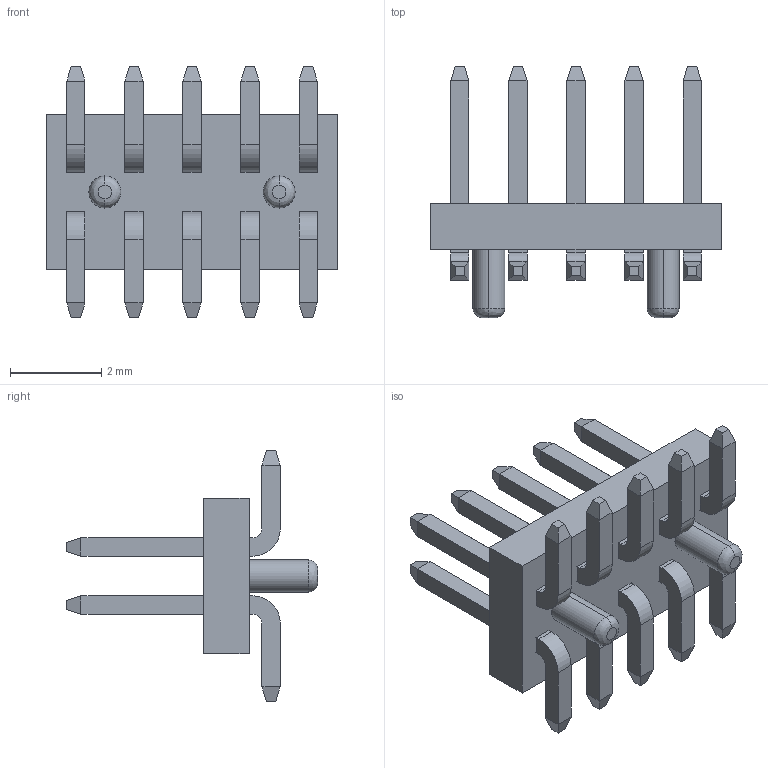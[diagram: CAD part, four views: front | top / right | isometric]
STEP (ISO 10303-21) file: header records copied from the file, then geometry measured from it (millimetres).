
FILE_DESCRIPTION((''),'2;1');
FILE_NAME('M50-3610542_ASM','2020-10-20T10:30:10',('mplested'),(''),'CREO PARAMETRIC BY PTC INC, 2020154','CREO PARAMETRIC BY PTC INC, 2020154','');
FILE_SCHEMA(('CONFIG_CONTROL_DESIGN','SHAPE_APPEARANCE_LAYERS_GROUPS'));
Length unit declared in the file: millimetre
Products named in the file (3): M50-36105_MOULD; M50-361_CONTACT; M50-3610542_ASM
Assembly tree (11 placements, depth 2):
  M50-3610542_ASM
    M50-36105_MOULD
    M50-361_CONTACT  x10
Bounding box: 6.35 x 5.5 x 5.5 mm (x, y, z)
Volume: 30.9 mm3; surface area: 182.7 mm2
Topology: 11 solids, 11 shells, 286 faces, 672 edges, 420 vertices
Faces by surface type: plane 258, cylinder 24, bspline 4
Entity records: 3406 total; most frequent: CARTESIAN_POINT 537, ORIENTED_EDGE 408, DIRECTION 402, PRESENTATION_STYLE_ASSIGNMENT 215, STYLED_ITEM 206, CURVE_STYLE 204, EDGE_CURVE 204, VECTOR 184
